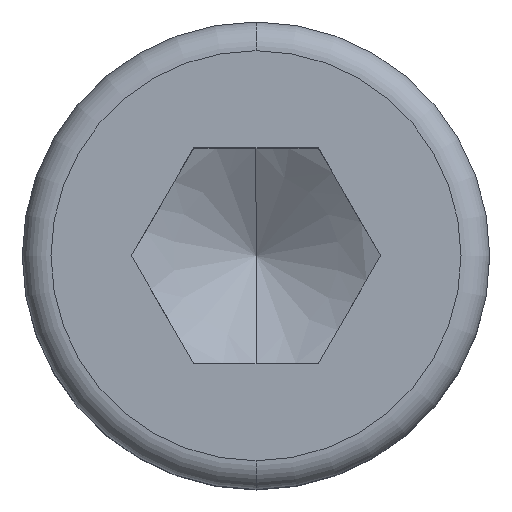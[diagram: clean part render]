
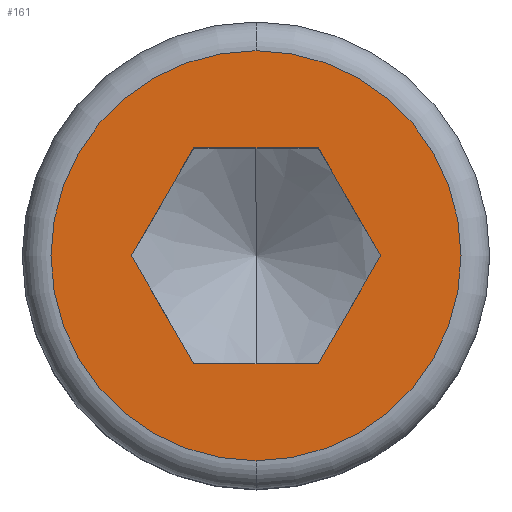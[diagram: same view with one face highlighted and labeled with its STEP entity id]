
A CAD part, top view. The second image highlights one B-rep face of the part: STEP entity #161.
In plain terms, the highlighted planar face has unit normal (0, 0, 1).
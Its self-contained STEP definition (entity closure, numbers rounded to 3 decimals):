
#161=ADVANCED_FACE('',(#389,#390),#391,.T.);
#167=VERTEX_POINT('',#398);
#191=EDGE_CURVE('',#295,#245,#427,.T.);
#201=EDGE_CURVE('',#299,#243,#437,.T.);
#217=EDGE_CURVE('',#283,#267,#457,.T.);
#227=EDGE_CURVE('',#167,#299,#467,.T.);
#243=VERTEX_POINT('',#485);
#245=VERTEX_POINT('',#487);
#257=EDGE_CURVE('',#267,#167,#499,.T.);
#267=VERTEX_POINT('',#509);
#273=EDGE_CURVE('',#327,#283,#515,.T.);
#283=VERTEX_POINT('',#525);
#295=VERTEX_POINT('',#540);
#299=VERTEX_POINT('',#544);
#301=EDGE_CURVE('',#245,#295,#546,.T.);
#315=EDGE_CURVE('',#243,#327,#564,.T.);
#327=VERTEX_POINT('',#577);
#389=FACE_BOUND('',#647,.T.);
#390=FACE_OUTER_BOUND('',#648,.T.);
#391=PLANE('',#649);
#398=CARTESIAN_POINT('',(1.733,3.001,8.));
#427=CIRCLE('',#703,5.7);
#437=LINE('',#716,#717);
#457=LINE('',#740,#741);
#467=LINE('',#757,#758);
#485=CARTESIAN_POINT('',(1.733,-3.001,8.));
#487=CARTESIAN_POINT('',(0.,5.7,8.));
#499=LINE('',#828,#829);
#509=CARTESIAN_POINT('',(-1.733,3.001,8.));
#515=LINE('',#851,#852);
#525=CARTESIAN_POINT('',(-3.465,0.,8.));
#540=CARTESIAN_POINT('',(0.,-5.7,8.));
#544=CARTESIAN_POINT('',(3.465,0.,8.));
#546=CIRCLE('',#900,5.7);
#564=LINE('',#930,#931);
#577=CARTESIAN_POINT('',(-1.732,-3.001,8.));
#647=EDGE_LOOP('',(#1000,#1001,#1002,#1003,#1004,#1005));
#648=EDGE_LOOP('',(#1006,#1007));
#649=AXIS2_PLACEMENT_3D('',#1008,#1009,#1010);
#703=AXIS2_PLACEMENT_3D('',#1066,#1067,#1068);
#716=CARTESIAN_POINT('',(2.166,-2.251,8.));
#717=VECTOR('',#1075,1.0);
#740=CARTESIAN_POINT('',(-2.166,2.251,8.));
#741=VECTOR('',#1115,1.0);
#757=CARTESIAN_POINT('',(3.032,0.75,8.));
#758=VECTOR('',#1121,1.0);
#828=CARTESIAN_POINT('',(0.866,3.001,8.));
#829=VECTOR('',#1142,1.0);
#851=CARTESIAN_POINT('',(-3.032,-0.75,8.));
#852=VECTOR('',#1148,1.0);
#900=AXIS2_PLACEMENT_3D('',#1183,#1184,#1185);
#930=CARTESIAN_POINT('',(-0.866,-3.001,8.));
#931=VECTOR('',#1213,1.0);
#1000=ORIENTED_EDGE('',*,*,#273,.T.);
#1001=ORIENTED_EDGE('',*,*,#217,.T.);
#1002=ORIENTED_EDGE('',*,*,#257,.T.);
#1003=ORIENTED_EDGE('',*,*,#227,.T.);
#1004=ORIENTED_EDGE('',*,*,#201,.T.);
#1005=ORIENTED_EDGE('',*,*,#315,.T.);
#1006=ORIENTED_EDGE('',*,*,#191,.T.);
#1007=ORIENTED_EDGE('',*,*,#301,.T.);
#1008=CARTESIAN_POINT('',(0.,-4.982,8.));
#1009=DIRECTION('',(0.,0.,1.0));
#1010=DIRECTION('',(0.,-1.0,0.));
#1066=CARTESIAN_POINT('',(0.,0.,8.));
#1067=DIRECTION('',(0.,0.,1.0));
#1068=DIRECTION('',(-1.0,0.0,0.));
#1075=DIRECTION('',(-0.5,-0.866,0.0));
#1115=DIRECTION('',(0.5,0.866,0.0));
#1121=DIRECTION('',(0.5,-0.866,0.0));
#1142=DIRECTION('',(1.0,0.0,0.0));
#1148=DIRECTION('',(-0.5,0.866,0.0));
#1183=CARTESIAN_POINT('',(0.,0.,8.));
#1184=DIRECTION('',(0.,0.,1.0));
#1185=DIRECTION('',(-1.0,0.0,0.));
#1213=DIRECTION('',(-1.0,0.0,0.0));
